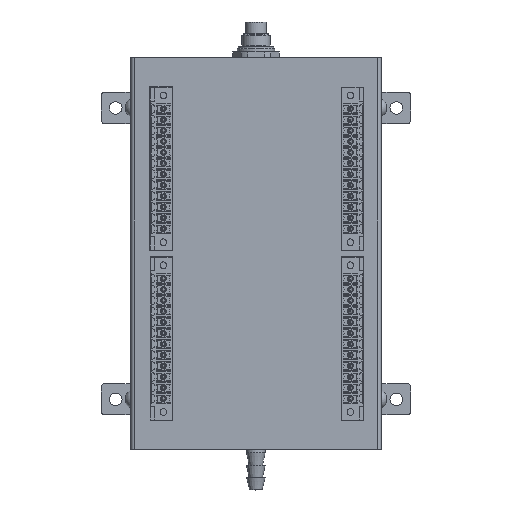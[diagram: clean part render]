
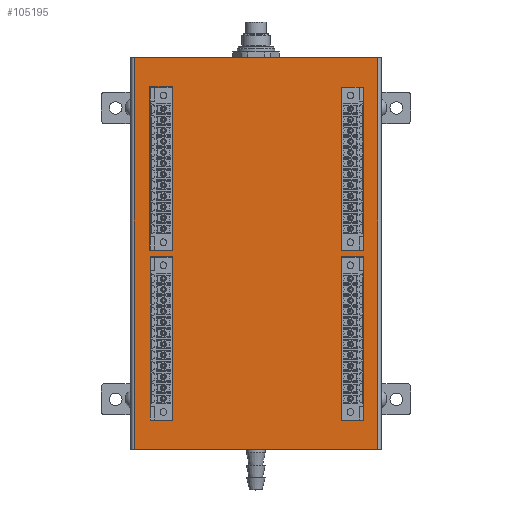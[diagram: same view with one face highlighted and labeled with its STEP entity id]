
A CAD part, top view. The second image highlights one B-rep face of the part: STEP entity #105195.
In plain terms, the highlighted planar face has unit normal (0, 0, 1).
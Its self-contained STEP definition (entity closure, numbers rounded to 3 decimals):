
#104821 = VERTEX_POINT('',#104822);
#104822 = CARTESIAN_POINT('',(-39.,-62.75,1.));
#104831 = VERTEX_POINT('',#104832);
#104832 = CARTESIAN_POINT('',(-39.,62.75,1.));
#104839 = EDGE_CURVE('',#104821,#104831,#104840,.T.);
#104840 = LINE('',#104841,#104842);
#104841 = CARTESIAN_POINT('',(-39.,-62.75,1.));
#104842 = VECTOR('',#104843,1.);
#104843 = DIRECTION('',(0.,1.,0.));
#105195 = ADVANCED_FACE('',(#105196,#105221,#105255,#105289,#105323),
  #105357,.F.);
#105196 = FACE_BOUND('',#105197,.F.);
#105197 = EDGE_LOOP('',(#105198,#105206,#105214,#105220));
#105198 = ORIENTED_EDGE('',*,*,#105199,.T.);
#105199 = EDGE_CURVE('',#104831,#105200,#105202,.T.);
#105200 = VERTEX_POINT('',#105201);
#105201 = CARTESIAN_POINT('',(39.,62.75,1.));
#105202 = LINE('',#105203,#105204);
#105203 = CARTESIAN_POINT('',(-39.,62.75,1.));
#105204 = VECTOR('',#105205,1.);
#105205 = DIRECTION('',(1.,0.,0.));
#105206 = ORIENTED_EDGE('',*,*,#105207,.T.);
#105207 = EDGE_CURVE('',#105200,#105208,#105210,.T.);
#105208 = VERTEX_POINT('',#105209);
#105209 = CARTESIAN_POINT('',(39.,-62.75,1.));
#105210 = LINE('',#105211,#105212);
#105211 = CARTESIAN_POINT('',(39.,62.75,1.));
#105212 = VECTOR('',#105213,1.);
#105213 = DIRECTION('',(0.,-1.,0.));
#105214 = ORIENTED_EDGE('',*,*,#105215,.T.);
#105215 = EDGE_CURVE('',#105208,#104821,#105216,.T.);
#105216 = LINE('',#105217,#105218);
#105217 = CARTESIAN_POINT('',(39.,-62.75,1.));
#105218 = VECTOR('',#105219,1.);
#105219 = DIRECTION('',(-1.,0.,0.));
#105220 = ORIENTED_EDGE('',*,*,#104839,.T.);
#105221 = FACE_BOUND('',#105222,.F.);
#105222 = EDGE_LOOP('',(#105223,#105233,#105241,#105249));
#105223 = ORIENTED_EDGE('',*,*,#105224,.F.);
#105224 = EDGE_CURVE('',#105225,#105227,#105229,.T.);
#105225 = VERTEX_POINT('',#105226);
#105226 = CARTESIAN_POINT('',(-34.114,53.523,1.));
#105227 = VERTEX_POINT('',#105228);
#105228 = CARTESIAN_POINT('',(-26.8,53.523,1.));
#105229 = LINE('',#105230,#105231);
#105230 = CARTESIAN_POINT('',(-34.114,53.523,1.));
#105231 = VECTOR('',#105232,1.);
#105232 = DIRECTION('',(1.,0.,0.));
#105233 = ORIENTED_EDGE('',*,*,#105234,.F.);
#105234 = EDGE_CURVE('',#105235,#105225,#105237,.T.);
#105235 = VERTEX_POINT('',#105236);
#105236 = CARTESIAN_POINT('',(-34.114,0.879,1.));
#105237 = LINE('',#105238,#105239);
#105238 = CARTESIAN_POINT('',(-34.114,0.879,1.));
#105239 = VECTOR('',#105240,1.);
#105240 = DIRECTION('',(0.,1.,0.));
#105241 = ORIENTED_EDGE('',*,*,#105242,.F.);
#105242 = EDGE_CURVE('',#105243,#105235,#105245,.T.);
#105243 = VERTEX_POINT('',#105244);
#105244 = CARTESIAN_POINT('',(-26.8,0.879,1.));
#105245 = LINE('',#105246,#105247);
#105246 = CARTESIAN_POINT('',(-26.8,0.879,1.));
#105247 = VECTOR('',#105248,1.);
#105248 = DIRECTION('',(-1.,0.,0.));
#105249 = ORIENTED_EDGE('',*,*,#105250,.F.);
#105250 = EDGE_CURVE('',#105227,#105243,#105251,.T.);
#105251 = LINE('',#105252,#105253);
#105252 = CARTESIAN_POINT('',(-26.8,53.523,1.));
#105253 = VECTOR('',#105254,1.);
#105254 = DIRECTION('',(0.,-1.,0.));
#105255 = FACE_BOUND('',#105256,.F.);
#105256 = EDGE_LOOP('',(#105257,#105267,#105275,#105283));
#105257 = ORIENTED_EDGE('',*,*,#105258,.F.);
#105258 = EDGE_CURVE('',#105259,#105261,#105263,.T.);
#105259 = VERTEX_POINT('',#105260);
#105260 = CARTESIAN_POINT('',(27.385,53.427,1.));
#105261 = VERTEX_POINT('',#105262);
#105262 = CARTESIAN_POINT('',(34.528,53.427,1.));
#105263 = LINE('',#105264,#105265);
#105264 = CARTESIAN_POINT('',(27.385,53.427,1.));
#105265 = VECTOR('',#105266,1.);
#105266 = DIRECTION('',(1.,0.,0.));
#105267 = ORIENTED_EDGE('',*,*,#105268,.F.);
#105268 = EDGE_CURVE('',#105269,#105259,#105271,.T.);
#105269 = VERTEX_POINT('',#105270);
#105270 = CARTESIAN_POINT('',(27.385,0.999,1.));
#105271 = LINE('',#105272,#105273);
#105272 = CARTESIAN_POINT('',(27.385,0.999,1.));
#105273 = VECTOR('',#105274,1.);
#105274 = DIRECTION('',(0.,1.,0.));
#105275 = ORIENTED_EDGE('',*,*,#105276,.F.);
#105276 = EDGE_CURVE('',#105277,#105269,#105279,.T.);
#105277 = VERTEX_POINT('',#105278);
#105278 = CARTESIAN_POINT('',(34.528,0.999,1.));
#105279 = LINE('',#105280,#105281);
#105280 = CARTESIAN_POINT('',(34.528,0.999,1.));
#105281 = VECTOR('',#105282,1.);
#105282 = DIRECTION('',(-1.,0.,0.));
#105283 = ORIENTED_EDGE('',*,*,#105284,.F.);
#105284 = EDGE_CURVE('',#105261,#105277,#105285,.T.);
#105285 = LINE('',#105286,#105287);
#105286 = CARTESIAN_POINT('',(34.528,53.427,1.));
#105287 = VECTOR('',#105288,1.);
#105288 = DIRECTION('',(0.,-1.,0.));
#105289 = FACE_BOUND('',#105290,.F.);
#105290 = EDGE_LOOP('',(#105291,#105301,#105309,#105317));
#105291 = ORIENTED_EDGE('',*,*,#105292,.F.);
#105292 = EDGE_CURVE('',#105293,#105295,#105297,.T.);
#105293 = VERTEX_POINT('',#105294);
#105294 = CARTESIAN_POINT('',(27.42,-1.063,1.));
#105295 = VERTEX_POINT('',#105296);
#105296 = CARTESIAN_POINT('',(34.579,-1.063,1.));
#105297 = LINE('',#105298,#105299);
#105298 = CARTESIAN_POINT('',(27.42,-1.063,1.));
#105299 = VECTOR('',#105300,1.);
#105300 = DIRECTION('',(1.,0.,0.));
#105301 = ORIENTED_EDGE('',*,*,#105302,.F.);
#105302 = EDGE_CURVE('',#105303,#105293,#105305,.T.);
#105303 = VERTEX_POINT('',#105304);
#105304 = CARTESIAN_POINT('',(27.42,-53.537,1.));
#105305 = LINE('',#105306,#105307);
#105306 = CARTESIAN_POINT('',(27.42,-53.537,1.));
#105307 = VECTOR('',#105308,1.);
#105308 = DIRECTION('',(0.,1.,0.));
#105309 = ORIENTED_EDGE('',*,*,#105310,.F.);
#105310 = EDGE_CURVE('',#105311,#105303,#105313,.T.);
#105311 = VERTEX_POINT('',#105312);
#105312 = CARTESIAN_POINT('',(34.579,-53.537,1.));
#105313 = LINE('',#105314,#105315);
#105314 = CARTESIAN_POINT('',(34.579,-53.537,1.));
#105315 = VECTOR('',#105316,1.);
#105316 = DIRECTION('',(-1.,0.,0.));
#105317 = ORIENTED_EDGE('',*,*,#105318,.F.);
#105318 = EDGE_CURVE('',#105295,#105311,#105319,.T.);
#105319 = LINE('',#105320,#105321);
#105320 = CARTESIAN_POINT('',(34.579,-1.063,1.));
#105321 = VECTOR('',#105322,1.);
#105322 = DIRECTION('',(0.,-1.,0.));
#105323 = FACE_BOUND('',#105324,.F.);
#105324 = EDGE_LOOP('',(#105325,#105335,#105343,#105351));
#105325 = ORIENTED_EDGE('',*,*,#105326,.F.);
#105326 = EDGE_CURVE('',#105327,#105329,#105331,.T.);
#105327 = VERTEX_POINT('',#105328);
#105328 = CARTESIAN_POINT('',(-33.989,-1.037,1.));
#105329 = VERTEX_POINT('',#105330);
#105330 = CARTESIAN_POINT('',(-26.765,-1.037,1.));
#105331 = LINE('',#105332,#105333);
#105332 = CARTESIAN_POINT('',(-33.989,-1.037,1.));
#105333 = VECTOR('',#105334,1.);
#105334 = DIRECTION('',(1.,0.,0.));
#105335 = ORIENTED_EDGE('',*,*,#105336,.F.);
#105336 = EDGE_CURVE('',#105337,#105327,#105339,.T.);
#105337 = VERTEX_POINT('',#105338);
#105338 = CARTESIAN_POINT('',(-33.989,-53.542,1.));
#105339 = LINE('',#105340,#105341);
#105340 = CARTESIAN_POINT('',(-33.989,-53.542,1.));
#105341 = VECTOR('',#105342,1.);
#105342 = DIRECTION('',(0.,1.,0.));
#105343 = ORIENTED_EDGE('',*,*,#105344,.F.);
#105344 = EDGE_CURVE('',#105345,#105337,#105347,.T.);
#105345 = VERTEX_POINT('',#105346);
#105346 = CARTESIAN_POINT('',(-26.765,-53.542,1.));
#105347 = LINE('',#105348,#105349);
#105348 = CARTESIAN_POINT('',(-26.765,-53.542,1.));
#105349 = VECTOR('',#105350,1.);
#105350 = DIRECTION('',(-1.,0.,0.));
#105351 = ORIENTED_EDGE('',*,*,#105352,.F.);
#105352 = EDGE_CURVE('',#105329,#105345,#105353,.T.);
#105353 = LINE('',#105354,#105355);
#105354 = CARTESIAN_POINT('',(-26.765,-1.037,1.));
#105355 = VECTOR('',#105356,1.);
#105356 = DIRECTION('',(0.,-1.,0.));
#105357 = PLANE('',#105358);
#105358 = AXIS2_PLACEMENT_3D('',#105359,#105360,#105361);
#105359 = CARTESIAN_POINT('',(0.,0.,1.));
#105360 = DIRECTION('',(-0.,-0.,-1.));
#105361 = DIRECTION('',(-1.,0.,0.));
